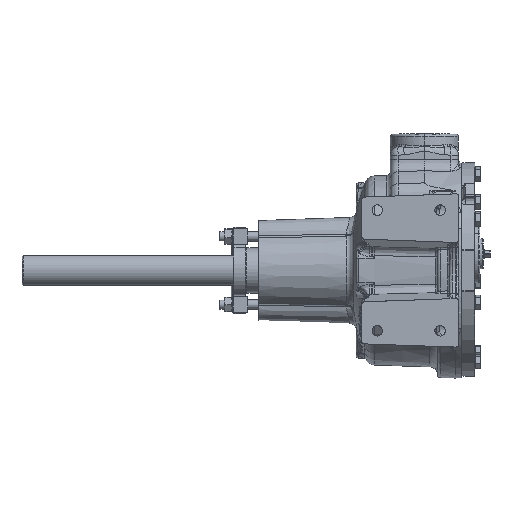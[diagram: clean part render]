
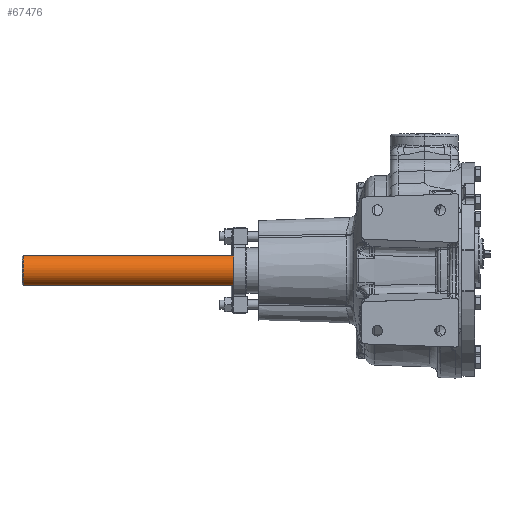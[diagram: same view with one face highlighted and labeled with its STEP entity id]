
A CAD part, front view. The second image highlights one B-rep face of the part: STEP entity #67476.
In plain terms, the highlighted cylindrical face has radius 18.247 mm (diameter 36.493 mm), a partial arc.
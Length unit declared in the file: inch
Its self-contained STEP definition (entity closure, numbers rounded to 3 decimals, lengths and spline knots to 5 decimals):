
#249 = CIRCLE ( 'NONE', #87944, 0.71837 ) ;
#2172 = ORIENTED_EDGE ( 'NONE', *, *, #42212, .T. ) ;
#5189 = CARTESIAN_POINT ( 'NONE',  ( -20.89842, 0., 0.71837 ) ) ;
#7741 = DIRECTION ( 'NONE',  ( 0., 0., 1. ) ) ;
#8646 = DIRECTION ( 'NONE',  ( -1., 0., 0. ) ) ;
#9145 = LINE ( 'NONE', #22236, #63129 ) ;
#13566 = CARTESIAN_POINT ( 'NONE',  ( -9.66, 0., 0. ) ) ;
#14575 = ORIENTED_EDGE ( 'NONE', *, *, #86343, .F. ) ;
#20532 = VERTEX_POINT ( 'NONE', #69957 ) ;
#20642 = DIRECTION ( 'NONE',  ( 0., 0., 1. ) ) ;
#22236 = CARTESIAN_POINT ( 'NONE',  ( -2.70842, 0., -0.71837 ) ) ;
#24678 = ORIENTED_EDGE ( 'NONE', *, *, #67562, .F. ) ;
#31267 = VERTEX_POINT ( 'NONE', #35024 ) ;
#32661 = CARTESIAN_POINT ( 'NONE',  ( -20.89842, 0., 0. ) ) ;
#33054 = LINE ( 'NONE', #83365, #68346 ) ;
#33340 = VERTEX_POINT ( 'NONE', #60756 ) ;
#35024 = CARTESIAN_POINT ( 'NONE',  ( -20.89842, 0., -0.71837 ) ) ;
#36008 = VERTEX_POINT ( 'NONE', #5189 ) ;
#37652 = EDGE_LOOP ( 'NONE', ( #24678, #14575, #52434, #2172 ) ) ;
#39750 = DIRECTION ( 'NONE',  ( 0., 0., -1. ) ) ;
#40745 = CIRCLE ( 'NONE', #60630, 0.71837 ) ;
#42212 = EDGE_CURVE ( 'NONE', #36008, #31267, #249, .T. ) ;
#44375 = CYLINDRICAL_SURFACE ( 'NONE', #61875, 0.71837 ) ;
#52434 = ORIENTED_EDGE ( 'NONE', *, *, #59518, .T. ) ;
#53222 = FACE_OUTER_BOUND ( 'NONE', #37652, .T. ) ;
#55555 = DIRECTION ( 'NONE',  ( -1., 0., 0. ) ) ;
#59518 = EDGE_CURVE ( 'NONE', #33340, #36008, #33054, .T. ) ;
#60630 = AXIS2_PLACEMENT_3D ( 'NONE', #13566, #62795, #20642 ) ;
#60756 = CARTESIAN_POINT ( 'NONE',  ( -9.66, 0., 0.71837 ) ) ;
#61875 = AXIS2_PLACEMENT_3D ( 'NONE', #70609, #63776, #7741 ) ;
#62795 = DIRECTION ( 'NONE',  ( 1., 0., 0. ) ) ;
#63129 = VECTOR ( 'NONE', #8646, 39.37008 ) ;
#63776 = DIRECTION ( 'NONE',  ( -1., 0., 0. ) ) ;
#67476 = ADVANCED_FACE ( 'NONE', ( #53222 ), #44375, .T. ) ;
#67562 = EDGE_CURVE ( 'NONE', #20532, #31267, #9145, .T. ) ;
#68346 = VECTOR ( 'NONE', #55555, 39.37008 ) ;
#69957 = CARTESIAN_POINT ( 'NONE',  ( -9.66, 0., -0.71837 ) ) ;
#70609 = CARTESIAN_POINT ( 'NONE',  ( -2.70842, 0., 0. ) ) ;
#81939 = DIRECTION ( 'NONE',  ( 1., 0., 0. ) ) ;
#83365 = CARTESIAN_POINT ( 'NONE',  ( -2.70842, 0., 0.71837 ) ) ;
#86343 = EDGE_CURVE ( 'NONE', #33340, #20532, #40745, .T. ) ;
#87944 = AXIS2_PLACEMENT_3D ( 'NONE', #32661, #81939, #39750 ) ;
